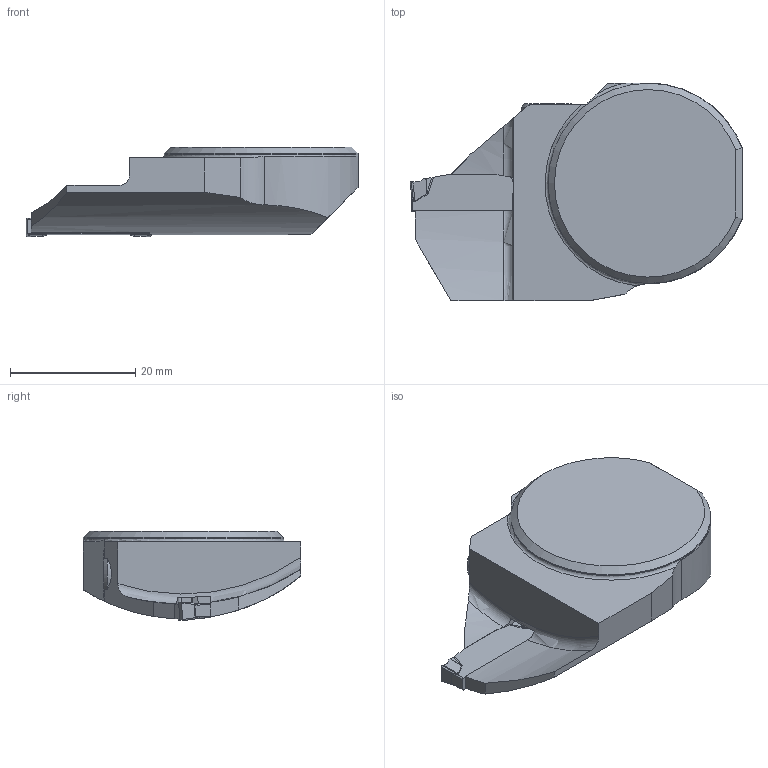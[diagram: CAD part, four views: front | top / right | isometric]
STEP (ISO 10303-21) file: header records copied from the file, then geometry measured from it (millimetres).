
FILE_DESCRIPTION(/* description */ (''),/* implementation_level */ '2;1');
FILE_NAME(/* name */ 'TOOLASSEMBLY_1.STP',/* time_stamp */ '2023-04-25T11:27:14+02:00',/* author */ (''),/* organization */ ('SMS'),/* preprocessor_version */ 'ST-DEVELOPER v16.7',/* originating_system */ 'SIEMENS PLM Software NX 12.0',/* authorisation */ '');
FILE_SCHEMA (('AUTOMOTIVE_DESIGN { 1 0 10303 214 3 1 1 1 }'));
Length unit declared in the file: millimetre
Products named in the file (4): ASSEMBLY_CONSTRUCTION; CUT_20230425112616; NOCUT_20230425112448; TOOLASSEMBLY_1
Assembly tree (3 placements, depth 2):
  TOOLASSEMBLY_1
    NOCUT_20230425112448
    CUT_20230425112616
    ASSEMBLY_CONSTRUCTION
Bounding box: 53.1 x 34.85 x 14.33 mm (x, y, z)
Volume: 13322.5 mm3; surface area: 4344.4 mm2
Topology: 2 solids, 2 shells, 120 faces, 310 edges, 199 vertices
Faces by surface type: plane 48, bspline 32, cylinder 30, cone 8, torus 2
Entity records: 4998 total; most frequent: CARTESIAN_POINT 2204, ORIENTED_EDGE 614, DIRECTION 492, EDGE_CURVE 307, VERTEX_POINT 193, AXIS2_PLACEMENT_3D 188, EDGE_LOOP 122, ADVANCED_FACE 120
